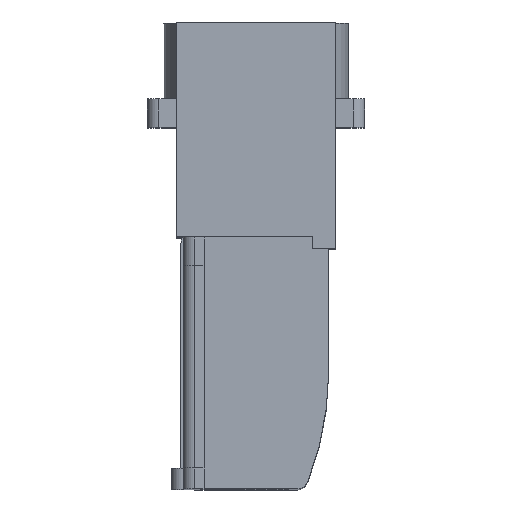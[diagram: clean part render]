
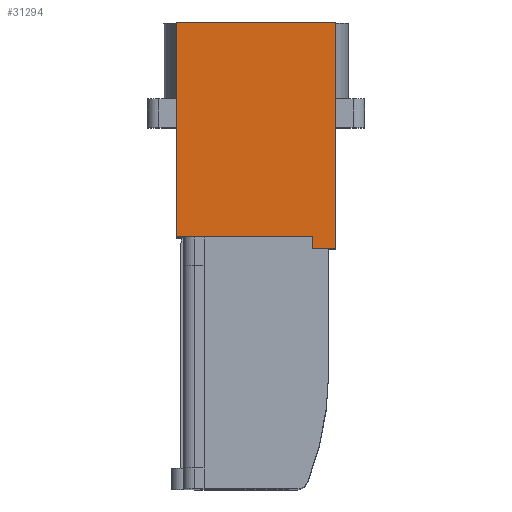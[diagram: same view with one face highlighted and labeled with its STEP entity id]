
A CAD part, top view. The second image highlights one B-rep face of the part: STEP entity #31294.
In plain terms, the highlighted face is planar.
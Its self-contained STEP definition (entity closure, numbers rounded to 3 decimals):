
#68 = VECTOR ( 'NONE', #48222, 1000. ) ;
#613 = VECTOR ( 'NONE', #46700, 1000. ) ;
#1204 = EDGE_CURVE ( 'NONE', #40979, #23266, #24421, .T. ) ;
#1916 = ORIENTED_EDGE ( 'NONE', *, *, #1204, .F. ) ;
#1985 = DIRECTION ( 'NONE',  ( 1., 0., 0. ) ) ;
#2338 = AXIS2_PLACEMENT_3D ( 'NONE', #40304, #1985, #53482 ) ;
#2475 = LINE ( 'NONE', #53427, #15361 ) ;
#4418 = EDGE_CURVE ( 'NONE', #36407, #23266, #52898, .T. ) ;
#4688 = LINE ( 'NONE', #37686, #5278 ) ;
#5278 = VECTOR ( 'NONE', #55085, 1000. ) ;
#7244 = ORIENTED_EDGE ( 'NONE', *, *, #4418, .T. ) ;
#9895 = VECTOR ( 'NONE', #23222, 1000. ) ;
#10099 = CARTESIAN_POINT ( 'NONE',  ( -34.5, 0., -6.9 ) ) ;
#10671 = EDGE_CURVE ( 'NONE', #36407, #47300, #4688, .T. ) ;
#11460 = ORIENTED_EDGE ( 'NONE', *, *, #32540, .T. ) ;
#12556 = LINE ( 'NONE', #29598, #613 ) ;
#14259 = VERTEX_POINT ( 'NONE', #32360 ) ;
#15361 = VECTOR ( 'NONE', #19537, 1000. ) ;
#15369 = CARTESIAN_POINT ( 'NONE',  ( -34.5, 18.6, 6.9 ) ) ;
#19537 = DIRECTION ( 'NONE',  ( 0., -1., 0. ) ) ;
#20006 = ORIENTED_EDGE ( 'NONE', *, *, #23891, .F. ) ;
#20217 = CARTESIAN_POINT ( 'NONE',  ( -34.5, 19.6, -4.9 ) ) ;
#22490 = CARTESIAN_POINT ( 'NONE',  ( -34.5, 19.6, -4.9 ) ) ;
#23222 = DIRECTION ( 'NONE',  ( 0., 0., -1. ) ) ;
#23254 = PLANE ( 'NONE',  #2338 ) ;
#23266 = VERTEX_POINT ( 'NONE', #44148 ) ;
#23552 = LINE ( 'NONE', #49327, #68 ) ;
#23811 = VECTOR ( 'NONE', #33087, 1000. ) ;
#23891 = EDGE_CURVE ( 'NONE', #14259, #40979, #23552, .T. ) ;
#24421 = LINE ( 'NONE', #20217, #23811 ) ;
#29598 = CARTESIAN_POINT ( 'NONE',  ( -34.5, 0., 6.9 ) ) ;
#31294 = ADVANCED_FACE ( 'NONE', ( #54047 ), #23254, .F. ) ;
#32360 = CARTESIAN_POINT ( 'NONE',  ( -34.5, 19.6, -6.9 ) ) ;
#32540 = EDGE_CURVE ( 'NONE', #14259, #43799, #2475, .T. ) ;
#32958 = ORIENTED_EDGE ( 'NONE', *, *, #10671, .F. ) ;
#33087 = DIRECTION ( 'NONE',  ( 0., -1., 0. ) ) ;
#35500 = CARTESIAN_POINT ( 'NONE',  ( -34.5, 0., 6.9 ) ) ;
#36055 = CARTESIAN_POINT ( 'NONE',  ( -34.5, 18.6, 6.9 ) ) ;
#36407 = VERTEX_POINT ( 'NONE', #15369 ) ;
#37686 = CARTESIAN_POINT ( 'NONE',  ( -34.5, 0., 6.9 ) ) ;
#40304 = CARTESIAN_POINT ( 'NONE',  ( -34.5, 0., 6.9 ) ) ;
#40979 = VERTEX_POINT ( 'NONE', #22490 ) ;
#42428 = EDGE_CURVE ( 'NONE', #47300, #43799, #12556, .T. ) ;
#43039 = ORIENTED_EDGE ( 'NONE', *, *, #42428, .F. ) ;
#43799 = VERTEX_POINT ( 'NONE', #10099 ) ;
#44148 = CARTESIAN_POINT ( 'NONE',  ( -34.5, 18.6, -4.9 ) ) ;
#46700 = DIRECTION ( 'NONE',  ( 0., 0., -1. ) ) ;
#47236 = EDGE_LOOP ( 'NONE', ( #11460, #43039, #32958, #7244, #1916, #20006 ) ) ;
#47300 = VERTEX_POINT ( 'NONE', #35500 ) ;
#48222 = DIRECTION ( 'NONE',  ( 0., 0., 1. ) ) ;
#49327 = CARTESIAN_POINT ( 'NONE',  ( -34.5, 19.6, -6.9 ) ) ;
#52898 = LINE ( 'NONE', #36055, #9895 ) ;
#53427 = CARTESIAN_POINT ( 'NONE',  ( -34.5, 0., -6.9 ) ) ;
#53482 = DIRECTION ( 'NONE',  ( 0., 1., 0. ) ) ;
#54047 = FACE_OUTER_BOUND ( 'NONE', #47236, .T. ) ;
#55085 = DIRECTION ( 'NONE',  ( 0., -1., 0. ) ) ;
